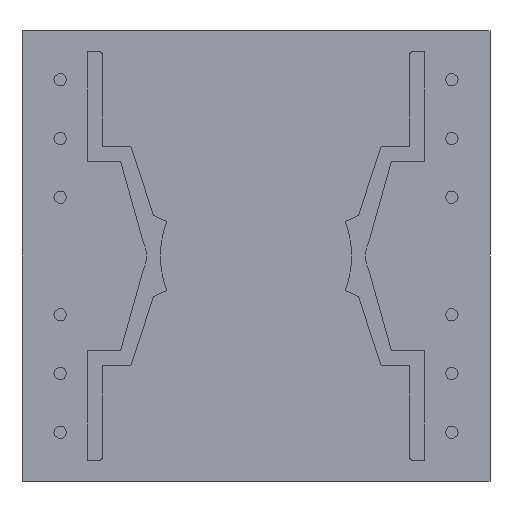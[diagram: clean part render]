
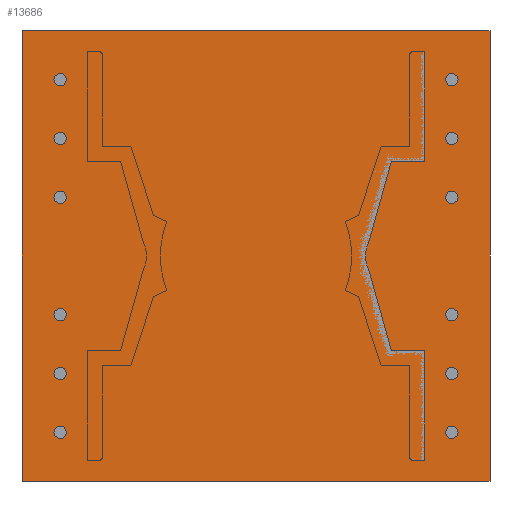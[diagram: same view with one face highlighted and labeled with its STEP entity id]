
A CAD part, front view. The second image highlights one B-rep face of the part: STEP entity #13686.
In plain terms, the highlighted planar face has unit normal (0, -1, 0).
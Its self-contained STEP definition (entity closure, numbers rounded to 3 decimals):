
#340 = LINE ( 'NONE', #341, #4518 ) ;
#341 = CARTESIAN_POINT ( 'NONE',  ( 0., 0., -29.2 ) ) ;
#342 = DIRECTION ( 'NONE',  ( 1., 0., 0. ) ) ;
#364 = LINE ( 'NONE', #365, #4527 ) ;
#365 = CARTESIAN_POINT ( 'NONE',  ( -30.35, 0., -29.2 ) ) ;
#366 = DIRECTION ( 'NONE',  ( 0., 0., 1. ) ) ;
#370 = LINE ( 'NONE', #371, #4530 ) ;
#371 = CARTESIAN_POINT ( 'NONE',  ( 0., 0., 0. ) ) ;
#372 = DIRECTION ( 'NONE',  ( 1., 0., 0. ) ) ;
#400 = LINE ( 'NONE', #401, #4540 ) ;
#401 = CARTESIAN_POINT ( 'NONE',  ( 0., 0., -29.2 ) ) ;
#402 = DIRECTION ( 'NONE',  ( 0., 0., 1. ) ) ;
#4518 = VECTOR ( 'NONE', #342, 1000. ) ;
#4527 = VECTOR ( 'NONE', #366, 1000. ) ;
#4530 = VECTOR ( 'NONE', #372, 1000. ) ;
#4540 = VECTOR ( 'NONE', #402, 1000. ) ;
#5167 = PLANE ( 'NONE',  #11830 ) ;
#5168 = CARTESIAN_POINT ( 'NONE',  ( 0., 0., -29.2 ) ) ;
#5169 = DIRECTION ( 'NONE',  ( 0., -1., 0. ) ) ;
#5170 = DIRECTION ( 'NONE',  ( 1., 0., 0. ) ) ;
#6819 = ORIENTED_EDGE ( 'NONE', *, *, #13431, .F. ) ;
#6820 = ORIENTED_EDGE ( 'NONE', *, *, #13421, .T. ) ;
#6821 = ORIENTED_EDGE ( 'NONE', *, *, #13429, .F. ) ;
#6822 = ORIENTED_EDGE ( 'NONE', *, *, #13441, .T. ) ;
#6851 = EDGE_LOOP ( 'NONE', ( #6819, #6821, #6820, #6822 ) ) ;
#8752 = VERTEX_POINT ( 'NONE', #11691 ) ;
#8788 = VERTEX_POINT ( 'NONE', #11727 ) ;
#8797 = VERTEX_POINT ( 'NONE', #11736 ) ;
#8807 = VERTEX_POINT ( 'NONE', #11746 ) ;
#11691 = CARTESIAN_POINT ( 'NONE',  ( -30.35, 0., 0. ) ) ;
#11727 = CARTESIAN_POINT ( 'NONE',  ( 0., 0., 0. ) ) ;
#11736 = CARTESIAN_POINT ( 'NONE',  ( 0., 0., -29.2 ) ) ;
#11746 = CARTESIAN_POINT ( 'NONE',  ( -30.35, 0., -29.2 ) ) ;
#11822 = FACE_OUTER_BOUND ( 'NONE', #6851, .T. ) ;
#11830 = AXIS2_PLACEMENT_3D ( 'NONE', #5168, #5169, #5170 ) ;
#13421 = EDGE_CURVE ( 'NONE', #8807, #8797, #340, .T. ) ;
#13429 = EDGE_CURVE ( 'NONE', #8807, #8752, #364, .T. ) ;
#13431 = EDGE_CURVE ( 'NONE', #8752, #8788, #370, .T. ) ;
#13441 = EDGE_CURVE ( 'NONE', #8797, #8788, #400, .T. ) ;
#13686 = ADVANCED_FACE ( 'NONE', ( #11822 ), #5167, .T. ) ;
